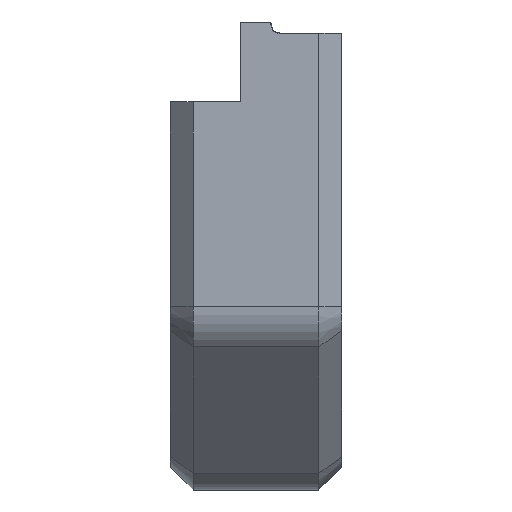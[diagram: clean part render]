
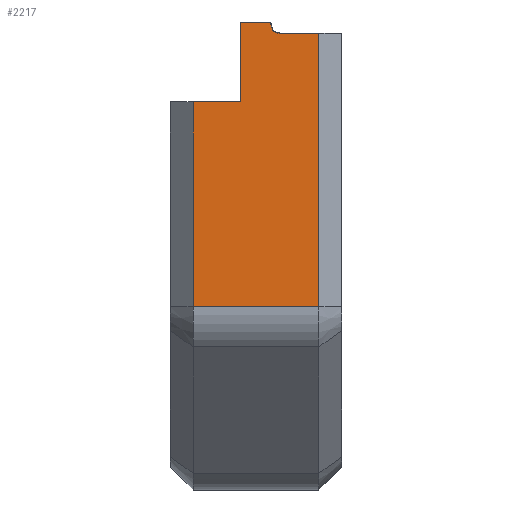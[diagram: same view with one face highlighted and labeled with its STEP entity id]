
A CAD part, left-side view. The second image highlights one B-rep face of the part: STEP entity #2217.
In plain terms, the highlighted planar face has unit normal (-1, 0, 0).
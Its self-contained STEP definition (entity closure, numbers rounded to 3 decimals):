
#68=B_SPLINE_CURVE_WITH_KNOTS('',5,(#3337,#3338,#3339,#3340,#3341,#3342,
#3343,#3344),.UNSPECIFIED.,.F.,.F.,(6,2,6),(0.,0.5,1.),.UNSPECIFIED.);
#101=FACE_OUTER_BOUND('',#237,.T.);
#237=EDGE_LOOP('',(#1493,#1494,#1495,#1496,#1497,#1498,#1499,#1500));
#475=LINE('',#3276,#713);
#479=LINE('',#3327,#717);
#480=LINE('',#3329,#718);
#481=LINE('',#3331,#719);
#482=LINE('',#3333,#720);
#483=LINE('',#3335,#721);
#484=LINE('',#3345,#722);
#713=VECTOR('',#2595,10.);
#717=VECTOR('',#2611,1000.);
#718=VECTOR('',#2612,1000.);
#719=VECTOR('',#2613,1000.);
#720=VECTOR('',#2614,1000.);
#721=VECTOR('',#2615,1000.);
#722=VECTOR('',#2616,1000.);
#946=VERTEX_POINT('',#3262);
#952=VERTEX_POINT('',#3274);
#959=VERTEX_POINT('',#3326);
#960=VERTEX_POINT('',#3328);
#961=VERTEX_POINT('',#3330);
#962=VERTEX_POINT('',#3332);
#963=VERTEX_POINT('',#3334);
#964=VERTEX_POINT('',#3336);
#1150=EDGE_CURVE('',#946,#952,#475,.T.);
#1159=EDGE_CURVE('',#959,#946,#479,.T.);
#1160=EDGE_CURVE('',#952,#960,#480,.T.);
#1161=EDGE_CURVE('',#960,#961,#481,.T.);
#1162=EDGE_CURVE('',#961,#962,#482,.T.);
#1163=EDGE_CURVE('',#963,#962,#483,.T.);
#1164=EDGE_CURVE('',#963,#964,#68,.T.);
#1165=EDGE_CURVE('',#959,#964,#484,.T.);
#1493=ORIENTED_EDGE('',*,*,#1159,.T.);
#1494=ORIENTED_EDGE('',*,*,#1150,.T.);
#1495=ORIENTED_EDGE('',*,*,#1160,.T.);
#1496=ORIENTED_EDGE('',*,*,#1161,.T.);
#1497=ORIENTED_EDGE('',*,*,#1162,.T.);
#1498=ORIENTED_EDGE('',*,*,#1163,.F.);
#1499=ORIENTED_EDGE('',*,*,#1164,.T.);
#1500=ORIENTED_EDGE('',*,*,#1165,.F.);
#2140=PLANE('',#2372);
#2217=ADVANCED_FACE('',(#101),#2140,.F.);
#2372=AXIS2_PLACEMENT_3D('',#3325,#2609,#2610);
#2595=DIRECTION('',(0.,1.,0.));
#2609=DIRECTION('center_axis',(1.,0.,0.));
#2610=DIRECTION('ref_axis',(0.,0.,-1.));
#2611=DIRECTION('',(0.,0.,-1.));
#2612=DIRECTION('',(0.,0.,-1.));
#2613=DIRECTION('',(0.,-1.,0.));
#2614=DIRECTION('',(0.,0.,1.));
#2615=DIRECTION('',(0.,-1.,0.));
#2616=DIRECTION('',(0.,-1.,0.));
#3262=CARTESIAN_POINT('',(-59.,1.4,-6.));
#3274=CARTESIAN_POINT('',(-59.,5.5,-6.));
#3276=CARTESIAN_POINT('',(-59.,3.75,-6.));
#3325=CARTESIAN_POINT('Origin',(-59.,7.5,-40.));
#3326=CARTESIAN_POINT('',(-59.,1.4,1.));
#3327=CARTESIAN_POINT('',(-59.,1.4,-40.));
#3328=CARTESIAN_POINT('',(-59.,5.5,-23.929));
#3329=CARTESIAN_POINT('',(-59.,5.5,-40.));
#3330=CARTESIAN_POINT('',(-59.,-5.5,-23.929));
#3331=CARTESIAN_POINT('',(-59.,-7.5,-23.929));
#3332=CARTESIAN_POINT('',(-59.,-5.5,0.));
#3333=CARTESIAN_POINT('',(-59.,-5.5,0.));
#3334=CARTESIAN_POINT('',(-59.,-2.3,0.));
#3335=CARTESIAN_POINT('',(-59.,7.5,0.));
#3336=CARTESIAN_POINT('',(-59.,-1.3,1.));
#3337=CARTESIAN_POINT('Ctrl Pts',(-59.,-2.3,0.));
#3338=CARTESIAN_POINT('Ctrl Pts',(-59.,-2.132,0.));
#3339=CARTESIAN_POINT('Ctrl Pts',(-59.,-1.964,0.));
#3340=CARTESIAN_POINT('Ctrl Pts',(-59.,-1.593,0.072));
#3341=CARTESIAN_POINT('Ctrl Pts',(-59.,-1.372,0.293));
#3342=CARTESIAN_POINT('Ctrl Pts',(-59.,-1.3,0.664));
#3343=CARTESIAN_POINT('Ctrl Pts',(-59.,-1.3,0.832));
#3344=CARTESIAN_POINT('Ctrl Pts',(-59.,-1.3,1.));
#3345=CARTESIAN_POINT('',(-59.,1.5,1.));
